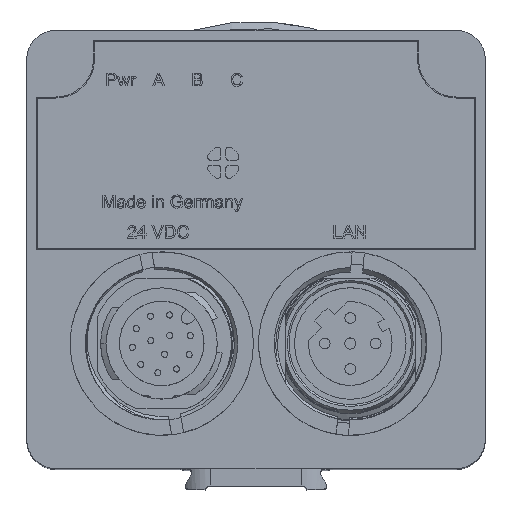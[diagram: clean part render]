
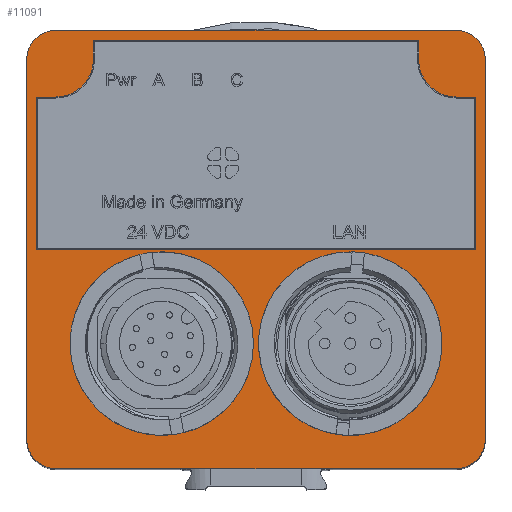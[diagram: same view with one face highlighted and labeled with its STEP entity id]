
A CAD part, top view. The second image highlights one B-rep face of the part: STEP entity #11091.
In plain terms, the highlighted planar face has unit normal (0, 0, 1).
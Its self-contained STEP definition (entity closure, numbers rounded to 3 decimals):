
#69=FACE_BOUND('',#1670,.T.);
#70=FACE_BOUND('',#1671,.T.);
#71=FACE_BOUND('',#1672,.T.);
#699=CIRCLE('',#11675,9.);
#705=CIRCLE('',#11695,2.85);
#707=CIRCLE('',#11701,2.85);
#709=CIRCLE('',#11704,2.85);
#711=CIRCLE('',#11709,2.85);
#714=CIRCLE('',#11714,3.7);
#716=CIRCLE('',#11719,3.7);
#722=CIRCLE('',#11730,9.);
#1113=FACE_OUTER_BOUND('',#1669,.T.);
#1669=EDGE_LOOP('',(#7759,#7760,#7761,#7762,#7763,#7764,#7765,#7766));
#1670=EDGE_LOOP('',(#7767));
#1671=EDGE_LOOP('',(#7768,#7769,#7770,#7771,#7772,#7773,#7774,#7775,#7776,
#7777));
#1672=EDGE_LOOP('',(#7778));
#2324=LINE('',#18075,#3312);
#2328=LINE('',#18083,#3316);
#2333=LINE('',#18093,#3321);
#2337=LINE('',#18101,#3325);
#2341=LINE('',#18114,#3329);
#2344=LINE('',#18120,#3332);
#2347=LINE('',#18126,#3335);
#2352=LINE('',#18144,#3340);
#2355=LINE('',#18150,#3343);
#2361=LINE('',#18165,#3349);
#2366=LINE('',#18178,#3354);
#2371=LINE('',#18188,#3359);
#3312=VECTOR('',#12871,10.);
#3316=VECTOR('',#12877,10.);
#3321=VECTOR('',#12884,10.);
#3325=VECTOR('',#12890,10.);
#3329=VECTOR('',#12902,10.);
#3332=VECTOR('',#12907,10.);
#3335=VECTOR('',#12912,10.);
#3340=VECTOR('',#12931,10.);
#3343=VECTOR('',#12936,10.);
#3349=VECTOR('',#12950,10.);
#3354=VECTOR('',#12963,10.);
#3359=VECTOR('',#12970,10.);
#4358=VERTEX_POINT('',#17681);
#4380=VERTEX_POINT('',#18072);
#4381=VERTEX_POINT('',#18074);
#4383=VERTEX_POINT('',#18080);
#4384=VERTEX_POINT('',#18082);
#4388=VERTEX_POINT('',#18092);
#4391=VERTEX_POINT('',#18099);
#4392=VERTEX_POINT('',#18104);
#4393=VERTEX_POINT('',#18105);
#4396=VERTEX_POINT('',#18113);
#4398=VERTEX_POINT('',#18119);
#4400=VERTEX_POINT('',#18125);
#4402=VERTEX_POINT('',#18131);
#4404=VERTEX_POINT('',#18137);
#4406=VERTEX_POINT('',#18143);
#4408=VERTEX_POINT('',#18149);
#4413=VERTEX_POINT('',#18164);
#4415=VERTEX_POINT('',#18170);
#4421=VERTEX_POINT('',#18187);
#4435=VERTEX_POINT('',#18227);
#5692=EDGE_CURVE('',#4358,#4358,#699,.T.);
#5727=EDGE_CURVE('',#4381,#4380,#2324,.T.);
#5731=EDGE_CURVE('',#4384,#4383,#2328,.T.);
#5736=EDGE_CURVE('',#4383,#4388,#2333,.T.);
#5740=EDGE_CURVE('',#4388,#4391,#2337,.T.);
#5742=EDGE_CURVE('',#4392,#4393,#705,.T.);
#5746=EDGE_CURVE('',#4396,#4384,#2341,.T.);
#5749=EDGE_CURVE('',#4398,#4393,#2344,.T.);
#5752=EDGE_CURVE('',#4392,#4400,#2347,.T.);
#5755=EDGE_CURVE('',#4402,#4398,#707,.T.);
#5758=EDGE_CURVE('',#4400,#4404,#709,.T.);
#5761=EDGE_CURVE('',#4406,#4402,#2352,.T.);
#5764=EDGE_CURVE('',#4404,#4408,#2355,.T.);
#5767=EDGE_CURVE('',#4408,#4406,#711,.T.);
#5772=EDGE_CURVE('',#4413,#4396,#2361,.T.);
#5775=EDGE_CURVE('',#4415,#4413,#714,.T.);
#5779=EDGE_CURVE('',#4380,#4415,#2366,.T.);
#5784=EDGE_CURVE('',#4421,#4381,#2371,.T.);
#5787=EDGE_CURVE('',#4391,#4421,#716,.T.);
#5804=EDGE_CURVE('',#4435,#4435,#722,.T.);
#7759=ORIENTED_EDGE('',*,*,#5767,.T.);
#7760=ORIENTED_EDGE('',*,*,#5761,.T.);
#7761=ORIENTED_EDGE('',*,*,#5755,.T.);
#7762=ORIENTED_EDGE('',*,*,#5749,.T.);
#7763=ORIENTED_EDGE('',*,*,#5742,.F.);
#7764=ORIENTED_EDGE('',*,*,#5752,.T.);
#7765=ORIENTED_EDGE('',*,*,#5758,.T.);
#7766=ORIENTED_EDGE('',*,*,#5764,.T.);
#7767=ORIENTED_EDGE('',*,*,#5804,.T.);
#7768=ORIENTED_EDGE('',*,*,#5775,.T.);
#7769=ORIENTED_EDGE('',*,*,#5772,.T.);
#7770=ORIENTED_EDGE('',*,*,#5746,.T.);
#7771=ORIENTED_EDGE('',*,*,#5731,.T.);
#7772=ORIENTED_EDGE('',*,*,#5736,.T.);
#7773=ORIENTED_EDGE('',*,*,#5740,.T.);
#7774=ORIENTED_EDGE('',*,*,#5787,.T.);
#7775=ORIENTED_EDGE('',*,*,#5784,.T.);
#7776=ORIENTED_EDGE('',*,*,#5727,.T.);
#7777=ORIENTED_EDGE('',*,*,#5779,.T.);
#7778=ORIENTED_EDGE('',*,*,#5692,.F.);
#10682=PLANE('',#11729);
#11091=ADVANCED_FACE('',(#1113,#69,#70,#71),#10682,.F.);
#11675=AXIS2_PLACEMENT_3D('',#17683,#12819,#12820);
#11695=AXIS2_PLACEMENT_3D('',#18106,#12894,#12895);
#11701=AXIS2_PLACEMENT_3D('',#18132,#12917,#12918);
#11704=AXIS2_PLACEMENT_3D('',#18138,#12924,#12925);
#11709=AXIS2_PLACEMENT_3D('',#18155,#12941,#12942);
#11714=AXIS2_PLACEMENT_3D('',#18171,#12956,#12957);
#11719=AXIS2_PLACEMENT_3D('',#18192,#12976,#12977);
#11729=AXIS2_PLACEMENT_3D('',#18226,#13007,#13008);
#11730=AXIS2_PLACEMENT_3D('',#18228,#13009,#13010);
#12819=DIRECTION('center_axis',(0.,0.,1.));
#12820=DIRECTION('ref_axis',(0.174,-0.985,0.));
#12871=DIRECTION('',(1.,0.,0.));
#12877=DIRECTION('',(-1.,0.,0.));
#12884=DIRECTION('',(0.,1.,0.));
#12890=DIRECTION('',(1.,0.,0.));
#12894=DIRECTION('center_axis',(0.,0.,
-1.));
#12895=DIRECTION('ref_axis',(-0.707,-0.707,0.));
#12902=DIRECTION('',(0.,-1.,0.));
#12907=DIRECTION('',(0.,-1.,0.));
#12912=DIRECTION('',(1.,0.,0.));
#12917=DIRECTION('center_axis',(0.,0.,
1.));
#12918=DIRECTION('ref_axis',(-0.707,0.707,0.));
#12924=DIRECTION('center_axis',(0.,0.,
1.));
#12925=DIRECTION('ref_axis',(0.707,-0.707,0.));
#12931=DIRECTION('',(-1.,0.,0.));
#12936=DIRECTION('',(0.,1.,0.));
#12941=DIRECTION('center_axis',(0.,0.,
1.));
#12942=DIRECTION('ref_axis',(0.707,0.707,0.));
#12950=DIRECTION('',(1.,0.,0.));
#12956=DIRECTION('center_axis',(0.,0.,
1.));
#12957=DIRECTION('ref_axis',(1.,0.,0.));
#12963=DIRECTION('',(0.,-1.,0.));
#12970=DIRECTION('',(0.,1.,0.));
#12976=DIRECTION('center_axis',(0.,0.,
1.));
#12977=DIRECTION('ref_axis',(0.,1.,0.));
#13007=DIRECTION('center_axis',(0.,0.,
-1.));
#13008=DIRECTION('ref_axis',(-1.,0.,0.));
#13009=DIRECTION('center_axis',(0.,0.,
-1.));
#13010=DIRECTION('ref_axis',(0.087,0.996,0.));
#17681=CARTESIAN_POINT('',(-10.813,-0.387,70.97));
#17683=CARTESIAN_POINT('Origin',(-9.25,-9.25,70.97));
#18072=CARTESIAN_POINT('',(15.95,20.5,70.97));
#18074=CARTESIAN_POINT('',(-15.95,20.5,70.97));
#18075=CARTESIAN_POINT('',(-6.975,20.5,70.97));
#18080=CARTESIAN_POINT('',(-21.5,0.,70.97));
#18082=CARTESIAN_POINT('',(21.5,0.,70.97));
#18083=CARTESIAN_POINT('',(11.75,0.,70.97));
#18092=CARTESIAN_POINT('',(-21.5,14.95,70.97));
#18093=CARTESIAN_POINT('',(-21.5,0.,70.97));
#18099=CARTESIAN_POINT('',(-19.65,14.95,70.97));
#18101=CARTESIAN_POINT('',(-9.75,14.95,70.97));
#18104=CARTESIAN_POINT('',(-19.65,-21.5,70.97));
#18105=CARTESIAN_POINT('',(-22.5,-18.65,70.97));
#18106=CARTESIAN_POINT('Origin',(-19.65,-18.65,70.97));
#18113=CARTESIAN_POINT('',(21.5,14.95,70.97));
#18114=CARTESIAN_POINT('',(21.5,7.475,70.97));
#18119=CARTESIAN_POINT('',(-22.5,18.65,70.97));
#18120=CARTESIAN_POINT('',(-22.5,10.75,70.97));
#18125=CARTESIAN_POINT('',(19.65,-21.5,70.97));
#18126=CARTESIAN_POINT('',(-10.25,-21.5,70.97));
#18131=CARTESIAN_POINT('',(-19.65,21.5,70.97));
#18132=CARTESIAN_POINT('Origin',(-19.65,18.65,70.97));
#18137=CARTESIAN_POINT('',(22.5,-18.65,70.97));
#18138=CARTESIAN_POINT('Origin',(19.65,-18.65,70.97));
#18143=CARTESIAN_POINT('',(19.65,21.5,70.97));
#18144=CARTESIAN_POINT('',(14.25,21.5,70.97));
#18149=CARTESIAN_POINT('',(22.5,18.65,70.97));
#18150=CARTESIAN_POINT('',(22.5,-10.75,70.97));
#18155=CARTESIAN_POINT('Origin',(19.65,18.65,70.97));
#18164=CARTESIAN_POINT('',(19.65,14.95,70.97));
#18165=CARTESIAN_POINT('',(10.825,14.95,70.97));
#18170=CARTESIAN_POINT('',(15.95,18.65,70.97));
#18171=CARTESIAN_POINT('Origin',(19.65,18.65,70.97));
#18178=CARTESIAN_POINT('',(15.95,10.25,70.97));
#18187=CARTESIAN_POINT('',(-15.95,18.65,70.97));
#18188=CARTESIAN_POINT('',(-15.95,9.325,70.97));
#18192=CARTESIAN_POINT('Origin',(-19.65,18.65,70.97));
#18226=CARTESIAN_POINT('Origin',(19.65,18.65,70.97));
#18227=CARTESIAN_POINT('',(8.466,-18.216,70.97));
#18228=CARTESIAN_POINT('Origin',(9.25,-9.25,70.97));
